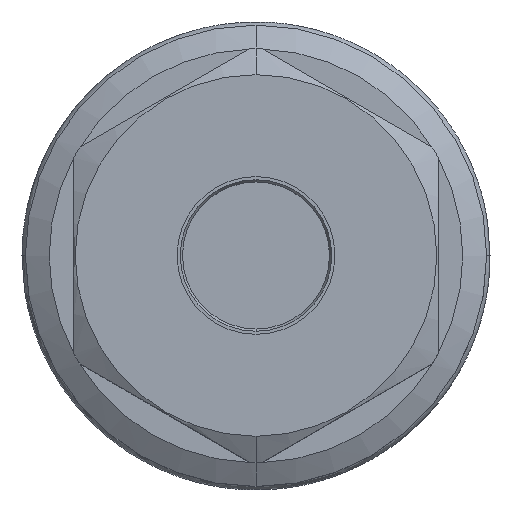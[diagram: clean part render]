
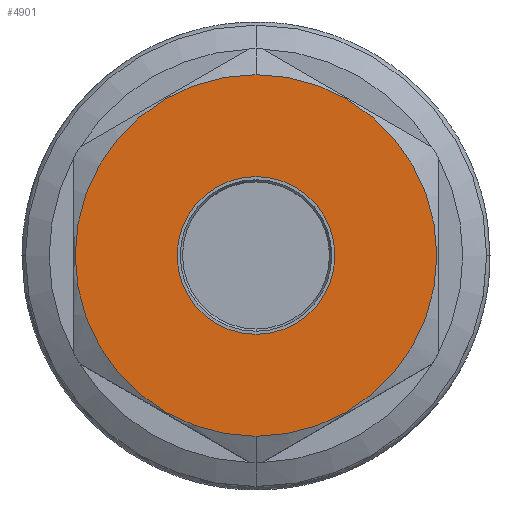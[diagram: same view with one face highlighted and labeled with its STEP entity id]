
A CAD part, top view. The second image highlights one B-rep face of the part: STEP entity #4901.
In plain terms, the highlighted planar face has unit normal (0, 0, 1).
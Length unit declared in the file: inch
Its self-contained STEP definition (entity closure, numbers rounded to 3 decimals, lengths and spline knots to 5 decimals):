
#791=CARTESIAN_POINT('',(0.,0.,4.811));
#792=DIRECTION('',(0.,0.,1.));
#793=DIRECTION('',(0.,-1.,0.));
#794=AXIS2_PLACEMENT_3D('',#791,#792,#793);
#796=CARTESIAN_POINT('',(0.,0.,4.811));
#797=DIRECTION('',(0.,0.,1.));
#798=DIRECTION('',(0.,1.,0.));
#799=AXIS2_PLACEMENT_3D('',#796,#797,#798);
#801=CARTESIAN_POINT('',(0.,0.,4.811));
#802=DIRECTION('',(0.,0.,1.));
#803=DIRECTION('',(0.,-1.,0.));
#804=AXIS2_PLACEMENT_3D('',#801,#802,#803);
#806=CARTESIAN_POINT('',(0.,0.,4.811));
#807=DIRECTION('',(0.,0.,1.));
#808=DIRECTION('',(0.,1.,0.));
#809=AXIS2_PLACEMENT_3D('',#806,#807,#808);
#3267=CARTESIAN_POINT('',(0.,-0.807,4.811));
#3268=CARTESIAN_POINT('',(0.,0.807,4.811));
#3269=VERTEX_POINT('',#3267);
#3270=VERTEX_POINT('',#3268);
#3399=CARTESIAN_POINT('',(0.,-0.352,4.811));
#3400=CARTESIAN_POINT('',(0.,0.352,4.811));
#3401=VERTEX_POINT('',#3399);
#3402=VERTEX_POINT('',#3400);
#4886=CARTESIAN_POINT('',(0.,0.,4.811));
#4887=DIRECTION('',(0.,0.,1.));
#4888=DIRECTION('',(0.,1.,0.));
#4889=AXIS2_PLACEMENT_3D('',#4886,#4887,#4888);
#4890=PLANE('',#4889);
#4891=ORIENTED_EDGE('',*,*,#4544,.F.);
#4892=ORIENTED_EDGE('',*,*,#4870,.F.);
#4893=EDGE_LOOP('',(#4891,#4892));
#4894=FACE_OUTER_BOUND('',#4893,.F.);
#4896=ORIENTED_EDGE('',*,*,#4895,.T.);
#4898=ORIENTED_EDGE('',*,*,#4897,.T.);
#4899=EDGE_LOOP('',(#4896,#4898));
#4900=FACE_BOUND('',#4899,.F.);
#795=CIRCLE('',#794,0.807);
#800=CIRCLE('',#799,0.807);
#805=CIRCLE('',#804,0.352);
#810=CIRCLE('',#809,0.352);
#4544=EDGE_CURVE('',#3269,#3270,#795,.T.);
#4870=EDGE_CURVE('',#3270,#3269,#800,.T.);
#4895=EDGE_CURVE('',#3401,#3402,#805,.T.);
#4897=EDGE_CURVE('',#3402,#3401,#810,.T.);
#4901=ADVANCED_FACE('',(#4894,#4900),#4890,.T.);
